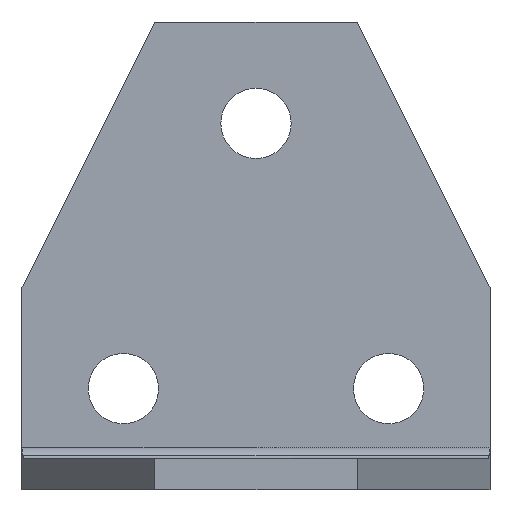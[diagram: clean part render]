
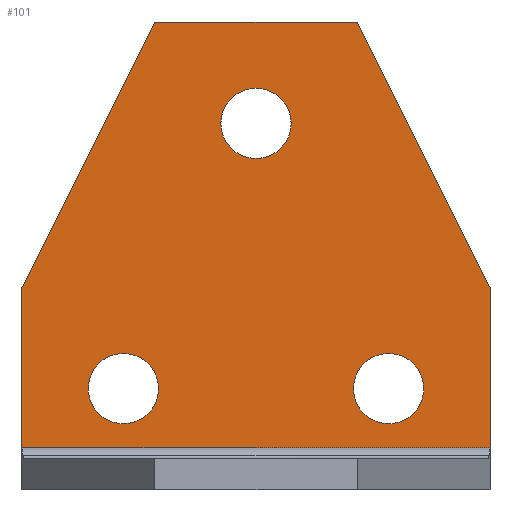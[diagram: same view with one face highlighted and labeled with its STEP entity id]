
A CAD part, front view. The second image highlights one B-rep face of the part: STEP entity #101.
In plain terms, the highlighted planar face has unit normal (0, -1, 0).
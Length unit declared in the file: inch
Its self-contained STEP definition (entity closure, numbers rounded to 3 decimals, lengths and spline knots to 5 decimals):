
#101=ADVANCED_FACE('',(#216,#217,#218,#219),#220,.T.);
#216=FACE_BOUND('',#412,.T.);
#217=FACE_BOUND('',#413,.T.);
#218=FACE_BOUND('',#414,.T.);
#219=FACE_OUTER_BOUND('',#415,.T.);
#220=PLANE('',#416);
#412=EDGE_LOOP('',(#697,#698,#699,#700));
#413=EDGE_LOOP('',(#701,#702,#703,#704));
#414=EDGE_LOOP('',(#705,#706,#707,#708));
#415=EDGE_LOOP('',(#709,#710,#711,#712,#713,#714));
#416=AXIS2_PLACEMENT_3D('',#715,#716,#717);
#697=ORIENTED_EDGE('',*,*,#926,.F.);
#698=ORIENTED_EDGE('',*,*,#891,.F.);
#699=ORIENTED_EDGE('',*,*,#927,.F.);
#700=ORIENTED_EDGE('',*,*,#853,.F.);
#701=ORIENTED_EDGE('',*,*,#849,.F.);
#702=ORIENTED_EDGE('',*,*,#839,.F.);
#703=ORIENTED_EDGE('',*,*,#928,.F.);
#704=ORIENTED_EDGE('',*,*,#929,.F.);
#705=ORIENTED_EDGE('',*,*,#910,.F.);
#706=ORIENTED_EDGE('',*,*,#930,.F.);
#707=ORIENTED_EDGE('',*,*,#858,.F.);
#708=ORIENTED_EDGE('',*,*,#844,.F.);
#709=ORIENTED_EDGE('',*,*,#923,.F.);
#710=ORIENTED_EDGE('',*,*,#830,.F.);
#711=ORIENTED_EDGE('',*,*,#835,.F.);
#712=ORIENTED_EDGE('',*,*,#917,.F.);
#713=ORIENTED_EDGE('',*,*,#931,.F.);
#714=ORIENTED_EDGE('',*,*,#865,.F.);
#715=CARTESIAN_POINT('',(0.40625,2.18754,0.8038));
#716=DIRECTION('',(0.0,-1.0,0.0));
#717=DIRECTION('',(1.0,0.0,0.0));
#830=EDGE_CURVE('',#973,#975,#976,.T.);
#835=EDGE_CURVE('',#983,#973,#984,.T.);
#839=EDGE_CURVE('',#989,#990,#991,.T.);
#844=EDGE_CURVE('',#998,#999,#1000,.T.);
#849=EDGE_CURVE('',#990,#1007,#1008,.T.);
#853=EDGE_CURVE('',#1013,#1014,#1015,.T.);
#858=EDGE_CURVE('',#999,#1022,#1023,.T.);
#865=EDGE_CURVE('',#1033,#1035,#1036,.T.);
#891=EDGE_CURVE('',#1077,#1078,#1079,.T.);
#910=EDGE_CURVE('',#1106,#998,#1107,.T.);
#917=EDGE_CURVE('',#1116,#983,#1117,.T.);
#923=EDGE_CURVE('',#975,#1033,#1123,.T.);
#926=EDGE_CURVE('',#1078,#1013,#1126,.T.);
#927=EDGE_CURVE('',#1014,#1077,#1127,.T.);
#928=EDGE_CURVE('',#1128,#989,#1129,.T.);
#929=EDGE_CURVE('',#1007,#1128,#1130,.T.);
#930=EDGE_CURVE('',#1022,#1106,#1131,.T.);
#931=EDGE_CURVE('',#1035,#1116,#1132,.T.);
#973=VERTEX_POINT('',#1181);
#975=VERTEX_POINT('',#1184);
#976=LINE('',#1185,#1186);
#983=VERTEX_POINT('',#1195);
#984=LINE('',#1196,#1197);
#989=VERTEX_POINT('',#1204);
#990=VERTEX_POINT('',#1205);
#991=B_SPLINE_CURVE_WITH_KNOTS('',3,(#1206,#1207,#1208,#1209),.UNSPECIFIED.,.F.,.F.,(4,4),(0.0,1.0),.UNSPECIFIED.);
#998=VERTEX_POINT('',#1221);
#999=VERTEX_POINT('',#1222);
#1000=B_SPLINE_CURVE_WITH_KNOTS('',3,(#1223,#1224,#1225,#1226),.UNSPECIFIED.,.F.,.F.,(4,4),(0.0,1.0),.UNSPECIFIED.);
#1007=VERTEX_POINT('',#1238);
#1008=B_SPLINE_CURVE_WITH_KNOTS('',3,(#1239,#1240,#1241,#1242),.UNSPECIFIED.,.F.,.F.,(4,4),(0.0,1.0),.UNSPECIFIED.);
#1013=VERTEX_POINT('',#1251);
#1014=VERTEX_POINT('',#1252);
#1015=B_SPLINE_CURVE_WITH_KNOTS('',3,(#1253,#1254,#1255,#1256),.UNSPECIFIED.,.F.,.F.,(4,4),(0.0,1.0),.UNSPECIFIED.);
#1022=VERTEX_POINT('',#1268);
#1023=B_SPLINE_CURVE_WITH_KNOTS('',3,(#1269,#1270,#1271,#1272),.UNSPECIFIED.,.F.,.F.,(4,4),(0.0,1.0),.UNSPECIFIED.);
#1033=VERTEX_POINT('',#1287);
#1035=VERTEX_POINT('',#1290);
#1036=LINE('',#1291,#1292);
#1077=VERTEX_POINT('',#1369);
#1078=VERTEX_POINT('',#1370);
#1079=B_SPLINE_CURVE_WITH_KNOTS('',3,(#1371,#1372,#1373,#1374),.UNSPECIFIED.,.F.,.F.,(4,4),(0.0,1.0),.UNSPECIFIED.);
#1106=VERTEX_POINT('',#1432);
#1107=B_SPLINE_CURVE_WITH_KNOTS('',3,(#1433,#1434,#1435,#1436),.UNSPECIFIED.,.F.,.F.,(4,4),(0.0,1.0),.UNSPECIFIED.);
#1116=VERTEX_POINT('',#1451);
#1117=LINE('',#1452,#1453);
#1123=LINE('',#1461,#1462);
#1126=B_SPLINE_CURVE_WITH_KNOTS('',3,(#1465,#1466,#1467,#1468),.UNSPECIFIED.,.F.,.F.,(4,4),(0.0,1.0),.UNSPECIFIED.);
#1127=B_SPLINE_CURVE_WITH_KNOTS('',3,(#1469,#1470,#1471,#1472),.UNSPECIFIED.,.F.,.F.,(4,4),(0.0,1.0),.UNSPECIFIED.);
#1128=VERTEX_POINT('',#1473);
#1129=B_SPLINE_CURVE_WITH_KNOTS('',3,(#1474,#1475,#1476,#1477),.UNSPECIFIED.,.F.,.F.,(4,4),(0.0,1.0),.UNSPECIFIED.);
#1130=B_SPLINE_CURVE_WITH_KNOTS('',3,(#1478,#1479,#1480,#1481),.UNSPECIFIED.,.F.,.F.,(4,4),(0.0,1.0),.UNSPECIFIED.);
#1131=B_SPLINE_CURVE_WITH_KNOTS('',3,(#1482,#1483,#1484,#1485),.UNSPECIFIED.,.F.,.F.,(4,4),(0.0,1.0),.UNSPECIFIED.);
#1132=LINE('',#1486,#1487);
#1181=CARTESIAN_POINT('',(1.34376,2.18754,0.8125));
#1184=CARTESIAN_POINT('',(1.34376,2.18754,0.17));
#1185=CARTESIAN_POINT('',(1.34376,2.18754,0.8125));
#1186=VECTOR('',#1545,1.0);
#1195=CARTESIAN_POINT('',(0.81251,2.18754,1.87499));
#1196=CARTESIAN_POINT('',(0.81251,2.18754,1.87499));
#1197=VECTOR('',#1551,1.0);
#1204=CARTESIAN_POINT('',(-0.12499,2.18754,0.26561));
#1205=CARTESIAN_POINT('',(0.01563,2.18754,0.40624));
#1206=CARTESIAN_POINT('',(-0.12499,2.18754,0.26561));
#1207=CARTESIAN_POINT('',(-0.04733,2.18754,0.26561));
#1208=CARTESIAN_POINT('',(0.01563,2.18754,0.32859));
#1209=CARTESIAN_POINT('',(0.01563,2.18754,0.40624));
#1221=CARTESIAN_POINT('',(0.93751,2.18754,0.54686));
#1222=CARTESIAN_POINT('',(0.79689,2.18754,0.40624));
#1223=CARTESIAN_POINT('',(0.93751,2.18754,0.54686));
#1224=CARTESIAN_POINT('',(0.85984,2.18754,0.54686));
#1225=CARTESIAN_POINT('',(0.79689,2.18754,0.4839));
#1226=CARTESIAN_POINT('',(0.79689,2.18754,0.40624));
#1238=CARTESIAN_POINT('',(-0.12499,2.18754,0.54686));
#1239=CARTESIAN_POINT('',(0.01563,2.18754,0.40624));
#1240=CARTESIAN_POINT('',(0.01563,2.18754,0.4839));
#1241=CARTESIAN_POINT('',(-0.04733,2.18754,0.54686));
#1242=CARTESIAN_POINT('',(-0.12499,2.18754,0.54686));
#1251=CARTESIAN_POINT('',(0.40626,2.18754,1.60936));
#1252=CARTESIAN_POINT('',(0.26563,2.18754,1.46874));
#1253=CARTESIAN_POINT('',(0.40626,2.18754,1.60936));
#1254=CARTESIAN_POINT('',(0.32859,2.18754,1.60936));
#1255=CARTESIAN_POINT('',(0.26563,2.18754,1.54641));
#1256=CARTESIAN_POINT('',(0.26563,2.18754,1.46874));
#1268=CARTESIAN_POINT('',(0.93751,2.18754,0.26561));
#1269=CARTESIAN_POINT('',(0.79689,2.18754,0.40624));
#1270=CARTESIAN_POINT('',(0.79689,2.18754,0.32859));
#1271=CARTESIAN_POINT('',(0.85984,2.18754,0.26561));
#1272=CARTESIAN_POINT('',(0.93751,2.18754,0.26561));
#1287=CARTESIAN_POINT('',(-0.53125,2.18754,0.17));
#1290=CARTESIAN_POINT('',(-0.53125,2.18754,0.8125));
#1291=CARTESIAN_POINT('',(-0.53125,2.18754,0.0));
#1292=VECTOR('',#1567,1.0);
#1369=CARTESIAN_POINT('',(0.40626,2.18754,1.32811));
#1370=CARTESIAN_POINT('',(0.54688,2.18754,1.46874));
#1371=CARTESIAN_POINT('',(0.40626,2.18754,1.32811));
#1372=CARTESIAN_POINT('',(0.48392,2.18754,1.32811));
#1373=CARTESIAN_POINT('',(0.54688,2.18754,1.39108));
#1374=CARTESIAN_POINT('',(0.54688,2.18754,1.46874));
#1432=CARTESIAN_POINT('',(1.07814,2.18754,0.40624));
#1433=CARTESIAN_POINT('',(1.07814,2.18754,0.40624));
#1434=CARTESIAN_POINT('',(1.07814,2.18754,0.4839));
#1435=CARTESIAN_POINT('',(1.01517,2.18754,0.54686));
#1436=CARTESIAN_POINT('',(0.93751,2.18754,0.54686));
#1451=CARTESIAN_POINT('',(0.00001,2.18754,1.87499));
#1452=CARTESIAN_POINT('',(0.00001,2.18754,1.87499));
#1453=VECTOR('',#1596,1.0);
#1461=CARTESIAN_POINT('',(0.40625,2.18754,0.17));
#1462=VECTOR('',#1602,1.0);
#1465=CARTESIAN_POINT('',(0.54688,2.18754,1.46874));
#1466=CARTESIAN_POINT('',(0.54688,2.18754,1.54641));
#1467=CARTESIAN_POINT('',(0.48392,2.18754,1.60936));
#1468=CARTESIAN_POINT('',(0.40626,2.18754,1.60936));
#1469=CARTESIAN_POINT('',(0.26563,2.18754,1.46874));
#1470=CARTESIAN_POINT('',(0.26563,2.18754,1.39108));
#1471=CARTESIAN_POINT('',(0.32859,2.18754,1.32811));
#1472=CARTESIAN_POINT('',(0.40626,2.18754,1.32811));
#1473=CARTESIAN_POINT('',(-0.26562,2.18754,0.40624));
#1474=CARTESIAN_POINT('',(-0.26562,2.18754,0.40624));
#1475=CARTESIAN_POINT('',(-0.26562,2.18754,0.32859));
#1476=CARTESIAN_POINT('',(-0.20266,2.18754,0.26561));
#1477=CARTESIAN_POINT('',(-0.12499,2.18754,0.26561));
#1478=CARTESIAN_POINT('',(-0.12499,2.18754,0.54686));
#1479=CARTESIAN_POINT('',(-0.20266,2.18754,0.54686));
#1480=CARTESIAN_POINT('',(-0.26562,2.18754,0.4839));
#1481=CARTESIAN_POINT('',(-0.26562,2.18754,0.40624));
#1482=CARTESIAN_POINT('',(0.93751,2.18754,0.26561));
#1483=CARTESIAN_POINT('',(1.01517,2.18754,0.26561));
#1484=CARTESIAN_POINT('',(1.07814,2.18754,0.32859));
#1485=CARTESIAN_POINT('',(1.07814,2.18754,0.40624));
#1486=CARTESIAN_POINT('',(-0.53125,2.18754,0.8125));
#1487=VECTOR('',#1606,1.);
#1545=DIRECTION('',(0.0,0.0,-1.0));
#1551=DIRECTION('',(0.447,0.0,-0.894));
#1567=DIRECTION('',(0.0,0.0,1.0));
#1596=DIRECTION('',(1.0,0.0,0.0));
#1602=DIRECTION('',(-1.0,0.0,0.0));
#1606=DIRECTION('',(0.447,0.0,0.894));
